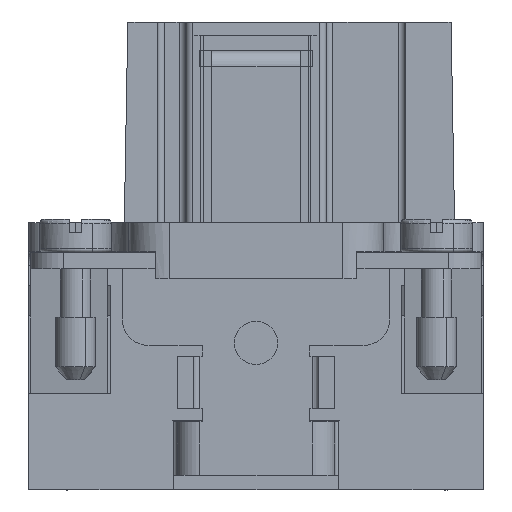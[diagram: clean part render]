
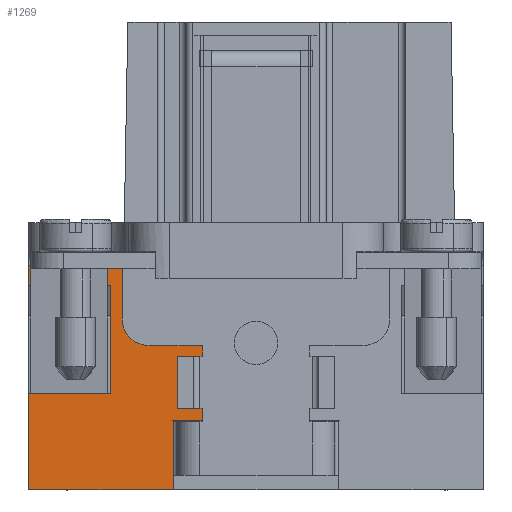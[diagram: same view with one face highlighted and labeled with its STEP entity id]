
A CAD part, front view. The second image highlights one B-rep face of the part: STEP entity #1269.
In plain terms, the highlighted planar face has unit normal (0, -1, 0).
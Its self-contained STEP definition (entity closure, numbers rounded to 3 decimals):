
#1216=AXIS2_PLACEMENT_3D('Plane Axis2P3D',#1213,#1214,#1215) ;
#547=CARTESIAN_POINT('Line Origine',(3.05,10.4,15.3)) ;
#551=CARTESIAN_POINT('Vertex',(0.,10.4,15.3)) ;
#553=CARTESIAN_POINT('Vertex',(6.1,10.4,15.3)) ;
#598=CARTESIAN_POINT('Vertex',(6.1,10.4,7.2)) ;
#601=CARTESIAN_POINT('Line Origine',(6.1,10.4,11.25)) ;
#646=CARTESIAN_POINT('Vertex',(0.,10.4,7.2)) ;
#649=CARTESIAN_POINT('Line Origine',(3.05,10.4,7.2)) ;
#1008=CARTESIAN_POINT('Line Origine',(10.817,10.4,2.6)) ;
#1012=CARTESIAN_POINT('Vertex',(10.817,10.4,0.)) ;
#1014=CARTESIAN_POINT('Vertex',(10.817,10.4,5.2)) ;
#1039=CARTESIAN_POINT('Line Origine',(5.409,10.4,0.)) ;
#1043=CARTESIAN_POINT('Vertex',(0.,10.4,0.)) ;
#1213=CARTESIAN_POINT('Axis2P3D Location',(0.,10.4,16.8)) ;
#1218=CARTESIAN_POINT('Line Origine',(6.55,10.4,16.8)) ;
#1222=CARTESIAN_POINT('Vertex',(0.,10.4,16.8)) ;
#1224=CARTESIAN_POINT('Vertex',(13.1,10.4,16.8)) ;
#1227=CARTESIAN_POINT('Line Origine',(0.,10.4,16.05)) ;
#1232=CARTESIAN_POINT('Line Origine',(0.,10.4,3.6)) ;
#1237=CARTESIAN_POINT('Line Origine',(11.959,10.4,5.2)) ;
#1241=CARTESIAN_POINT('Vertex',(13.1,10.4,5.2)) ;
#1244=CARTESIAN_POINT('Line Origine',(13.1,10.4,10.1)) ;
#1248=CARTESIAN_POINT('Vertex',(13.1,10.4,15.)) ;
#1251=CARTESIAN_POINT('Line Origine',(13.1,10.4,15.9)) ;
#548=DIRECTION('Vector Direction',(1.,0.,0.)) ;
#602=DIRECTION('Vector Direction',(0.,0.,-1.)) ;
#650=DIRECTION('Vector Direction',(1.,0.,0.)) ;
#1009=DIRECTION('Vector Direction',(0.,0.,-1.)) ;
#1040=DIRECTION('Vector Direction',(1.,0.,0.)) ;
#1214=DIRECTION('Axis2P3D Direction',(0.,-1.,0.)) ;
#1215=DIRECTION('Axis2P3D XDirection',(0.,0.,-1.)) ;
#1219=DIRECTION('Vector Direction',(1.,0.,0.)) ;
#1228=DIRECTION('Vector Direction',(0.,0.,-1.)) ;
#1233=DIRECTION('Vector Direction',(0.,0.,-1.)) ;
#1238=DIRECTION('Vector Direction',(-1.,0.,0.)) ;
#1245=DIRECTION('Vector Direction',(0.,0.,1.)) ;
#1252=DIRECTION('Vector Direction',(0.,0.,1.)) ;
#549=VECTOR('Line Direction',#548,1.) ;
#603=VECTOR('Line Direction',#602,1.) ;
#651=VECTOR('Line Direction',#650,1.) ;
#1010=VECTOR('Line Direction',#1009,1.) ;
#1041=VECTOR('Line Direction',#1040,1.) ;
#1220=VECTOR('Line Direction',#1219,1.) ;
#1229=VECTOR('Line Direction',#1228,1.) ;
#1234=VECTOR('Line Direction',#1233,1.) ;
#1239=VECTOR('Line Direction',#1238,1.) ;
#1246=VECTOR('Line Direction',#1245,1.) ;
#1253=VECTOR('Line Direction',#1252,1.) ;
#1257=ORIENTED_EDGE('',*,*,#1226,.F.) ;
#1258=ORIENTED_EDGE('',*,*,#1231,.T.) ;
#1259=ORIENTED_EDGE('',*,*,#555,.T.) ;
#1260=ORIENTED_EDGE('',*,*,#605,.F.) ;
#1261=ORIENTED_EDGE('',*,*,#653,.F.) ;
#1262=ORIENTED_EDGE('',*,*,#1236,.T.) ;
#1263=ORIENTED_EDGE('',*,*,#1045,.T.) ;
#1264=ORIENTED_EDGE('',*,*,#1016,.T.) ;
#1265=ORIENTED_EDGE('',*,*,#1243,.F.) ;
#1266=ORIENTED_EDGE('',*,*,#1250,.F.) ;
#1267=ORIENTED_EDGE('',*,*,#1255,.T.) ;
#1269=ADVANCED_FACE('Hauptkoerper',(#1268),#1217,.T.) ;
#555=EDGE_CURVE('',#552,#554,#550,.T.) ;
#605=EDGE_CURVE('',#599,#554,#604,.F.) ;
#653=EDGE_CURVE('',#647,#599,#652,.T.) ;
#1016=EDGE_CURVE('',#1013,#1015,#1011,.F.) ;
#1045=EDGE_CURVE('',#1044,#1013,#1042,.T.) ;
#1226=EDGE_CURVE('',#1223,#1225,#1221,.T.) ;
#1231=EDGE_CURVE('',#1223,#552,#1230,.T.) ;
#1236=EDGE_CURVE('',#647,#1044,#1235,.T.) ;
#1243=EDGE_CURVE('',#1242,#1015,#1240,.T.) ;
#1250=EDGE_CURVE('',#1249,#1242,#1247,.F.) ;
#1255=EDGE_CURVE('',#1249,#1225,#1254,.T.) ;
#1256=EDGE_LOOP('',(#1257,#1258,#1259,#1260,#1261,#1262,#1263,#1264,#1265,#1266,#1267)) ;
#1268=FACE_OUTER_BOUND('',#1256,.T.) ;
#550=LINE('Line',#547,#549) ;
#604=LINE('Line',#601,#603) ;
#652=LINE('Line',#649,#651) ;
#1011=LINE('Line',#1008,#1010) ;
#1042=LINE('Line',#1039,#1041) ;
#1221=LINE('Line',#1218,#1220) ;
#1230=LINE('Line',#1227,#1229) ;
#1235=LINE('Line',#1232,#1234) ;
#1240=LINE('Line',#1237,#1239) ;
#1247=LINE('Line',#1244,#1246) ;
#1254=LINE('Line',#1251,#1253) ;
#1217=PLANE('',#1216) ;
#552=VERTEX_POINT('',#551) ;
#554=VERTEX_POINT('',#553) ;
#599=VERTEX_POINT('',#598) ;
#647=VERTEX_POINT('',#646) ;
#1013=VERTEX_POINT('',#1012) ;
#1015=VERTEX_POINT('',#1014) ;
#1044=VERTEX_POINT('',#1043) ;
#1223=VERTEX_POINT('',#1222) ;
#1225=VERTEX_POINT('',#1224) ;
#1242=VERTEX_POINT('',#1241) ;
#1249=VERTEX_POINT('',#1248) ;
